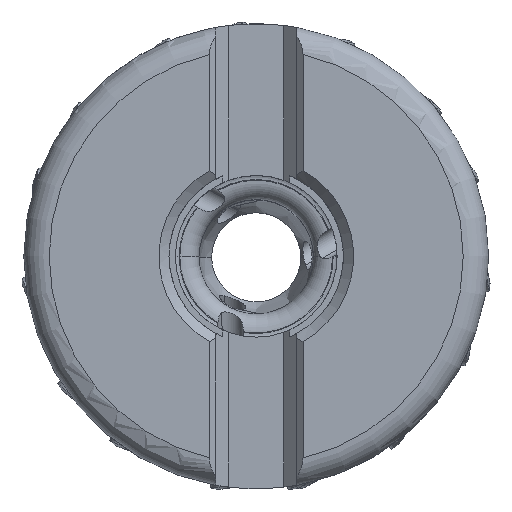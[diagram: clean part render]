
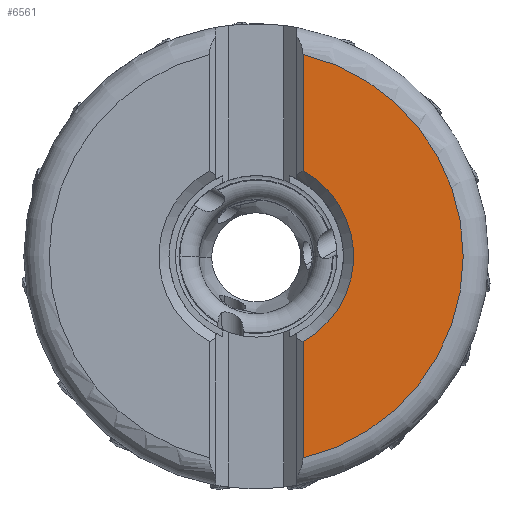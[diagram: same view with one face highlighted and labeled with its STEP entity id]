
A CAD part, top view. The second image highlights one B-rep face of the part: STEP entity #6561.
In plain terms, the highlighted planar face has unit normal (0, 0, 1).
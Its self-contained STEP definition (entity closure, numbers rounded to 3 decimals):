
#1127=PLANE('',#37439);
#2885=LINE('',#69711,#4650);
#2886=LINE('',#69715,#4651);
#4650=VECTOR('',#44945,1.);
#4651=VECTOR('',#44950,1.);
#6561=ADVANCED_FACE('',(#9378),#1127,.T.);
#9378=FACE_OUTER_BOUND('',#11354,.T.);
#11354=EDGE_LOOP('',(#20257,#20258,#20259,#20260,#20261));
#20257=ORIENTED_EDGE('',*,*,#31219,.F.);
#20258=ORIENTED_EDGE('',*,*,#31220,.T.);
#20259=ORIENTED_EDGE('',*,*,#31214,.F.);
#20260=ORIENTED_EDGE('',*,*,#31213,.F.);
#20261=ORIENTED_EDGE('',*,*,#31218,.F.);
#26637=VERTEX_POINT('',#69679);
#26638=VERTEX_POINT('',#69680);
#26639=VERTEX_POINT('',#69682);
#26640=VERTEX_POINT('',#69710);
#26641=VERTEX_POINT('',#69714);
#31213=EDGE_CURVE('',#26637,#26638,#33761,.T.);
#31214=EDGE_CURVE('',#26638,#26639,#33762,.T.);
#31218=EDGE_CURVE('',#26640,#26637,#2885,.T.);
#31219=EDGE_CURVE('',#26641,#26640,#33763,.T.);
#31220=EDGE_CURVE('',#26641,#26639,#2886,.T.);
#33761=CIRCLE('',#37434,16.257);
#33762=CIRCLE('',#37435,16.257);
#33763=CIRCLE('',#37438,7.65);
#37434=AXIS2_PLACEMENT_3D('',#69678,#44939,#44940);
#37435=AXIS2_PLACEMENT_3D('',#69681,#44941,#44942);
#37438=AXIS2_PLACEMENT_3D('',#69713,#44948,#44949);
#37439=AXIS2_PLACEMENT_3D('',#69716,#44951,#44952);
#44939=DIRECTION('',(0.,0.,-1.));
#44940=DIRECTION('',(0.226,0.974,0.));
#44941=DIRECTION('',(0.,0.,-1.));
#44942=DIRECTION('',(1.,-0.001,0.));
#44945=DIRECTION('',(0.,1.,0.));
#44948=DIRECTION('',(0.,0.,1.));
#44949=DIRECTION('',(0.48,-0.877,0.));
#44950=DIRECTION('',(0.,-1.,0.));
#44951=DIRECTION('',(0.,0.,1.));
#44952=DIRECTION('',(-1.,0.,0.));
#69678=CARTESIAN_POINT('',(0.,0.,0.));
#69679=CARTESIAN_POINT('',(3.675,15.836,0.));
#69680=CARTESIAN_POINT('',(16.256,-0.019,0.));
#69681=CARTESIAN_POINT('',(0.,0.,0.));
#69682=CARTESIAN_POINT('',(3.675,-15.836,0.));
#69710=CARTESIAN_POINT('',(3.675,6.709,0.));
#69711=CARTESIAN_POINT('',(3.675,6.709,0.));
#69713=CARTESIAN_POINT('',(0.,0.,0.));
#69714=CARTESIAN_POINT('',(3.675,-6.709,0.));
#69715=CARTESIAN_POINT('',(3.675,-6.709,0.));
#69716=CARTESIAN_POINT('',(9.966,0.,0.));
